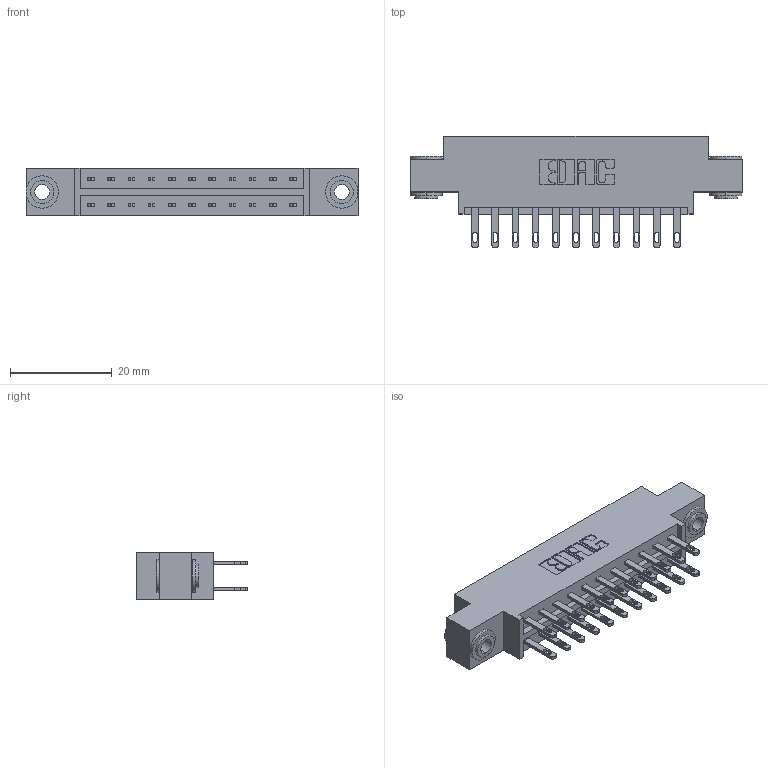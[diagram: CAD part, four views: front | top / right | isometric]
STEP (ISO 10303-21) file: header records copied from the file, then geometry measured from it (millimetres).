
FILE_DESCRIPTION (( 'STEP AP203' ), '1' );
FILE_NAME ('833-022-500-803.STEP', '2020-06-01T15:50:30', ( '' ), ( '' ), 'SwSTEP 2.0', 'SolidWorks 2020', '' );
FILE_SCHEMA (( 'CONFIG_CONTROL_DESIGN' ));
Length unit declared in the file: inch
Products named in the file (4): 345-250-002_345-250-002-102; 833 Part_Offset - .156 Dia - TH; 833-022-500-803; 345-292-001_345-293-100
Assembly tree (25 placements, depth 2):
  833-022-500-803
    833 Part_Offset - .156 Dia - TH
    345-292-001_345-293-100  x22
    345-250-002_345-250-002-102  x2
Bounding box: 65.13 x 21.85 x 9.4 mm (x, y, z)
Volume: 6217.9 mm3; surface area: 7701.8 mm2
Topology: 25 solids, 25 shells, 1212 faces, 3633 edges, 2418 vertices
Faces by surface type: plane 744, cylinder 460, cone 8
Entity records: 11798 total; most frequent: CARTESIAN_POINT 1969, ORIENTED_EDGE 1898, DIRECTION 1771, EDGE_CURVE 949, VECTOR 793, LINE 793, VERTEX_POINT 630, AXIS2_PLACEMENT_3D 489
